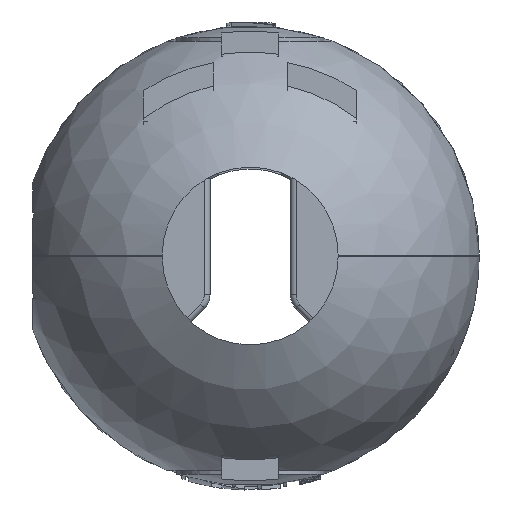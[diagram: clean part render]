
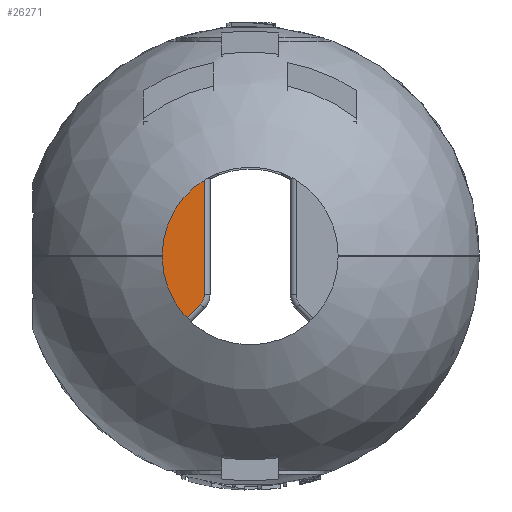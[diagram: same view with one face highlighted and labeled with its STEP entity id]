
A CAD part, left-side view. The second image highlights one B-rep face of the part: STEP entity #26271.
In plain terms, the highlighted planar face has unit normal (-1, 0, 0).
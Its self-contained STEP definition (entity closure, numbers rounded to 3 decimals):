
#1279=CIRCLE('',#28252,0.7);
#1280=CIRCLE('',#28253,0.7);
#4673=ORIENTED_EDGE('',*,*,#11150,.T.);
#4674=ORIENTED_EDGE('',*,*,#12236,.T.);
#4675=ORIENTED_EDGE('',*,*,#12237,.F.);
#4676=ORIENTED_EDGE('',*,*,#12238,.F.);
#4677=ORIENTED_EDGE('',*,*,#11133,.F.);
#4678=ORIENTED_EDGE('',*,*,#11139,.T.);
#4679=ORIENTED_EDGE('',*,*,#12239,.T.);
#4680=ORIENTED_EDGE('',*,*,#12240,.F.);
#4681=ORIENTED_EDGE('',*,*,#12241,.T.);
#4682=ORIENTED_EDGE('',*,*,#12242,.F.);
#4683=ORIENTED_EDGE('',*,*,#12243,.T.);
#4684=ORIENTED_EDGE('',*,*,#11533,.F.);
#11133=EDGE_CURVE('',#15218,#15220,#17905,.T.);
#11139=EDGE_CURVE('',#15218,#15224,#17908,.T.);
#11150=EDGE_CURVE('',#15229,#15233,#17916,.T.);
#11533=EDGE_CURVE('',#15229,#15538,#18089,.T.);
#12236=EDGE_CURVE('',#15233,#16002,#18441,.T.);
#12237=EDGE_CURVE('',#16003,#16002,#18442,.T.);
#12238=EDGE_CURVE('',#15220,#16003,#18443,.T.);
#12239=EDGE_CURVE('',#15224,#16004,#1279,.T.);
#12240=EDGE_CURVE('',#16005,#16004,#18444,.T.);
#12241=EDGE_CURVE('',#16005,#16006,#1280,.T.);
#12242=EDGE_CURVE('',#16007,#16006,#18445,.T.);
#12243=EDGE_CURVE('',#16007,#15538,#18446,.T.);
#15218=VERTEX_POINT('',#39120);
#15220=VERTEX_POINT('',#39123);
#15224=VERTEX_POINT('',#39138);
#15229=VERTEX_POINT('',#39152);
#15233=VERTEX_POINT('',#39159);
#15538=VERTEX_POINT('',#40742);
#16002=VERTEX_POINT('',#43090);
#16003=VERTEX_POINT('',#43092);
#16004=VERTEX_POINT('',#43095);
#16005=VERTEX_POINT('',#43097);
#16006=VERTEX_POINT('',#43099);
#16007=VERTEX_POINT('',#43101);
#17905=LINE('',#39122,#19881);
#17908=LINE('',#39137,#19884);
#17916=LINE('',#39160,#19892);
#18089=LINE('',#40741,#20065);
#18441=LINE('',#43089,#20417);
#18442=LINE('',#43091,#20418);
#18443=LINE('',#43093,#20419);
#18444=LINE('',#43096,#20420);
#18445=LINE('',#43100,#20421);
#18446=LINE('',#43102,#20422);
#19881=VECTOR('',#30905,1000.);
#19884=VECTOR('',#30916,1000.);
#19892=VECTOR('',#30934,1000.);
#20065=VECTOR('',#31579,1000.);
#20417=VECTOR('',#32877,1000.);
#20418=VECTOR('',#32878,1000.);
#20419=VECTOR('',#32879,1000.);
#20420=VECTOR('',#32882,1000.);
#20421=VECTOR('',#32885,1000.);
#20422=VECTOR('',#32886,1000.);
#22117=EDGE_LOOP('',(#4673,#4674,#4675,#4676,#4677,#4678,#4679,#4680,#4681,
#4682,#4683,#4684));
#23685=FACE_BOUND('',#22117,.T.);
#25106=PLANE('',#28251);
#26271=ADVANCED_FACE('',(#23685),#25106,.F.);
#28251=AXIS2_PLACEMENT_3D('',#43088,#32875,#32876);
#28252=AXIS2_PLACEMENT_3D('',#43094,#32880,#32881);
#28253=AXIS2_PLACEMENT_3D('',#43098,#32883,#32884);
#30905=DIRECTION('',(0.,0.,1.));
#30916=DIRECTION('',(0.,-1.,0.));
#30934=DIRECTION('',(0.,0.,-1.));
#31579=DIRECTION('',(0.,-0.026,-1.));
#32875=DIRECTION('',(1.,0.,0.));
#32876=DIRECTION('',(0.,0.,-1.));
#32877=DIRECTION('',(0.,1.,0.));
#32878=DIRECTION('',(0.,0.,1.));
#32879=DIRECTION('',(0.,1.,0.));
#32880=DIRECTION('',(-1.,0.,0.));
#32881=DIRECTION('',(0.,-1.,0.));
#32882=DIRECTION('',(0.,0.707,-0.707));
#32883=DIRECTION('',(-1.,0.,0.));
#32884=DIRECTION('',(0.,-1.,0.));
#32885=DIRECTION('',(0.,0.,-1.));
#32886=DIRECTION('',(0.,1.,0.));
#39120=CARTESIAN_POINT('',(-105.745,516.351,18.811));
#39122=CARTESIAN_POINT('',(-105.745,516.351,19.011));
#39123=CARTESIAN_POINT('',(-105.745,516.351,19.311));
#39137=CARTESIAN_POINT('',(-105.745,518.351,18.811));
#39138=CARTESIAN_POINT('',(-105.745,515.865,18.811));
#39152=CARTESIAN_POINT('',(-105.745,516.851,27.211));
#39159=CARTESIAN_POINT('',(-105.745,516.851,23.011));
#39160=CARTESIAN_POINT('',(-105.745,516.851,27.211));
#40741=CARTESIAN_POINT('',(-105.745,516.851,27.211));
#40742=CARTESIAN_POINT('',(-105.745,516.846,27.011));
#43088=CARTESIAN_POINT('',(-105.745,518.351,19.211));
#43089=CARTESIAN_POINT('',(-105.745,518.351,23.011));
#43090=CARTESIAN_POINT('',(-105.745,518.051,23.011));
#43091=CARTESIAN_POINT('',(-105.745,518.051,19.011));
#43092=CARTESIAN_POINT('',(-105.745,518.051,19.311));
#43093=CARTESIAN_POINT('',(-105.745,516.851,19.311));
#43094=CARTESIAN_POINT('',(-105.745,515.865,19.511));
#43095=CARTESIAN_POINT('',(-105.745,515.37,19.016));
#43096=CARTESIAN_POINT('',(-105.745,515.077,19.308));
#43097=CARTESIAN_POINT('',(-105.745,513.956,20.43));
#43098=CARTESIAN_POINT('',(-105.745,514.451,20.925));
#43099=CARTESIAN_POINT('',(-105.745,513.751,20.925));
#43100=CARTESIAN_POINT('',(-105.745,513.751,21.839));
#43101=CARTESIAN_POINT('',(-105.745,513.751,27.011));
#43102=CARTESIAN_POINT('',(-105.745,516.851,27.011));
